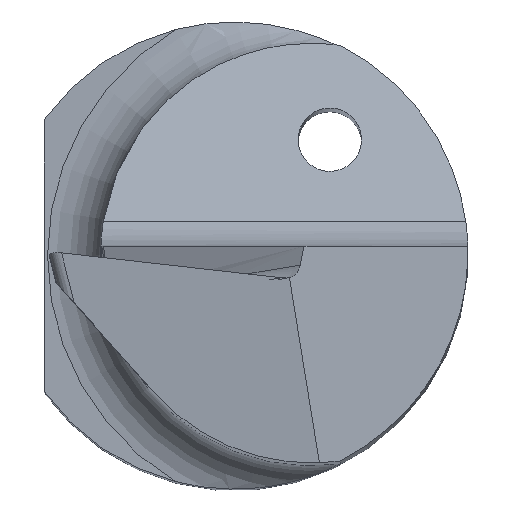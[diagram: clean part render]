
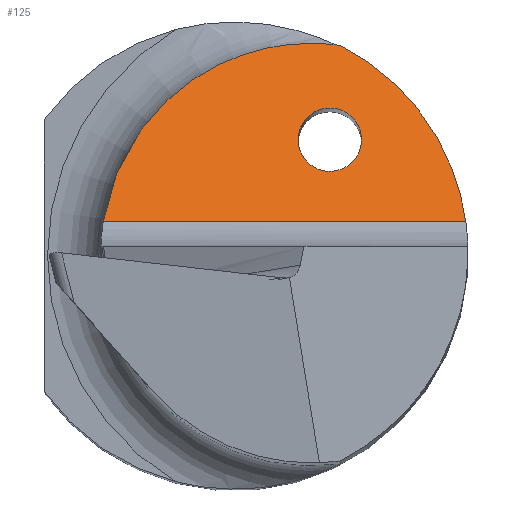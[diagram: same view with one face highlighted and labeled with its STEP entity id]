
A CAD part, top view. The second image highlights one B-rep face of the part: STEP entity #125.
In plain terms, the highlighted planar face has unit normal (0, 0.766, 0.643).
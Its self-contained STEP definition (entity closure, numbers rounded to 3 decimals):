
#24 =( BOUNDED_CURVE ( )  B_SPLINE_CURVE ( 3, ( #171, #436, #830, #691 ),
 .UNSPECIFIED., .F., .F. ) 
 B_SPLINE_CURVE_WITH_KNOTS ( ( 4, 4 ),
 ( 4.864, 6.422 ),
 .UNSPECIFIED. ) 
 CURVE ( )  GEOMETRIC_REPRESENTATION_ITEM ( )  RATIONAL_B_SPLINE_CURVE ( ( 1., 0.808, 0.808, 1. ) ) 
 REPRESENTATION_ITEM ( '' )  );
#33 = DIRECTION ( 'NONE',  ( 0., 0.643, -0.766 ) ) ;
#67 = CARTESIAN_POINT ( 'NONE',  ( 1.43, 1.229, 33.689 ) ) ;
#125 = ADVANCED_FACE ( 'NONE', ( #482, #824 ), #674, .F. ) ;
#132 = CARTESIAN_POINT ( 'NONE',  ( 2.38, 1.229, 33.689 ) ) ;
#143 = CARTESIAN_POINT ( 'NONE',  ( 1.43, 2.179, 32.557 ) ) ;
#148 = CARTESIAN_POINT ( 'NONE',  ( 3.309, 1.634, 33.206 ) ) ;
#158 = CARTESIAN_POINT ( 'NONE',  ( 3.468, 0.474, 34.589 ) ) ;
#171 = CARTESIAN_POINT ( 'NONE',  ( -1.964, 0.474, 34.589 ) ) ;
#176 = CARTESIAN_POINT ( 'NONE',  ( 1.587, 3.12, 31.436 ) ) ;
#256 = VERTEX_POINT ( 'NONE', #176 ) ;
#257 = CARTESIAN_POINT ( 'NONE',  ( -1.964, 0.474, 34.589 ) ) ;
#293 = ORIENTED_EDGE ( 'NONE', *, *, #314, .F. ) ;
#300 = CARTESIAN_POINT ( 'NONE',  ( 2.38, 2.179, 32.557 ) ) ;
#306 = CARTESIAN_POINT ( 'NONE',  ( 1.43, 2.179, 32.557 ) ) ;
#314 = EDGE_CURVE ( 'NONE', #742, #742, #838, .T. ) ;
#322 = VERTEX_POINT ( 'NONE', #257 ) ;
#338 = CARTESIAN_POINT ( 'NONE',  ( 2.631, 2.589, 32.069 ) ) ;
#340 = AXIS2_PLACEMENT_3D ( 'NONE', #553, #828, #33 ) ;
#403 = CARTESIAN_POINT ( 'NONE',  ( 3.468, 0.474, 34.589 ) ) ;
#434 = ORIENTED_EDGE ( 'NONE', *, *, #792, .F. ) ;
#436 = CARTESIAN_POINT ( 'NONE',  ( -1.689, 2.281, 32.435 ) ) ;
#445 = EDGE_LOOP ( 'NONE', ( #434, #564, #736 ) ) ;
#470 = CARTESIAN_POINT ( 'NONE',  ( -3.5, 0.474, 34.589 ) ) ;
#477 = DIRECTION ( 'NONE',  ( 1., 0., 0. ) ) ;
#482 = FACE_BOUND ( 'NONE', #578, .T. ) ;
#487 = VERTEX_POINT ( 'NONE', #403 ) ;
#508 = EDGE_CURVE ( 'NONE', #322, #487, #615, .T. ) ;
#510 = CARTESIAN_POINT ( 'NONE',  ( 0.48, 1.229, 33.689 ) ) ;
#553 = CARTESIAN_POINT ( 'NONE',  ( -3.5, 0.474, 34.589 ) ) ;
#564 = ORIENTED_EDGE ( 'NONE', *, *, #707, .F. ) ;
#565 = VECTOR ( 'NONE', #477, 1000. ) ;
#569 = CARTESIAN_POINT ( 'NONE',  ( 1.43, 2.179, 32.557 ) ) ;
#578 = EDGE_LOOP ( 'NONE', ( #293 ) ) ;
#615 = LINE ( 'NONE', #470, #565 ) ;
#668 = CARTESIAN_POINT ( 'NONE',  ( 1.587, 3.12, 31.436 ) ) ;
#674 = PLANE ( 'NONE',  #340 ) ;
#691 = CARTESIAN_POINT ( 'NONE',  ( 1.587, 3.12, 31.436 ) ) ;
#707 = EDGE_CURVE ( 'NONE', #322, #256, #24, .T. ) ;
#736 = ORIENTED_EDGE ( 'NONE', *, *, #508, .T. ) ;
#737 =( BOUNDED_CURVE ( )  B_SPLINE_CURVE ( 3, ( #668, #338, #148, #158 ),
 .UNSPECIFIED., .F., .F. ) 
 B_SPLINE_CURVE_WITH_KNOTS ( ( 4, 4 ),
 ( 0.471, 1.435 ),
 .UNSPECIFIED. ) 
 CURVE ( )  GEOMETRIC_REPRESENTATION_ITEM ( )  RATIONAL_B_SPLINE_CURVE ( ( 1., 0.924, 0.924, 1. ) ) 
 REPRESENTATION_ITEM ( '' )  );
#742 = VERTEX_POINT ( 'NONE', #143 ) ;
#785 = CARTESIAN_POINT ( 'NONE',  ( 0.48, 2.179, 32.557 ) ) ;
#792 = EDGE_CURVE ( 'NONE', #256, #487, #737, .T. ) ;
#824 = FACE_OUTER_BOUND ( 'NONE', #445, .T. ) ;
#828 = DIRECTION ( 'NONE',  ( 0., -0.766, -0.643 ) ) ;
#830 = CARTESIAN_POINT ( 'NONE',  ( -0.223, 3.373, 31.134 ) ) ;
#838 =( BOUNDED_CURVE ( )  B_SPLINE_CURVE ( 3, ( #306, #785, #510, #67, #132, #300, #569 ),
 .UNSPECIFIED., .T., .F. ) 
 B_SPLINE_CURVE_WITH_KNOTS ( ( 4, 3, 4 ),
 ( 0., 3.142, 6.283 ),
 .UNSPECIFIED. ) 
 CURVE ( )  GEOMETRIC_REPRESENTATION_ITEM ( )  RATIONAL_B_SPLINE_CURVE ( ( 1., 0.333, 0.333, 1., 0.333, 0.333, 1. ) ) 
 REPRESENTATION_ITEM ( '' )  );
